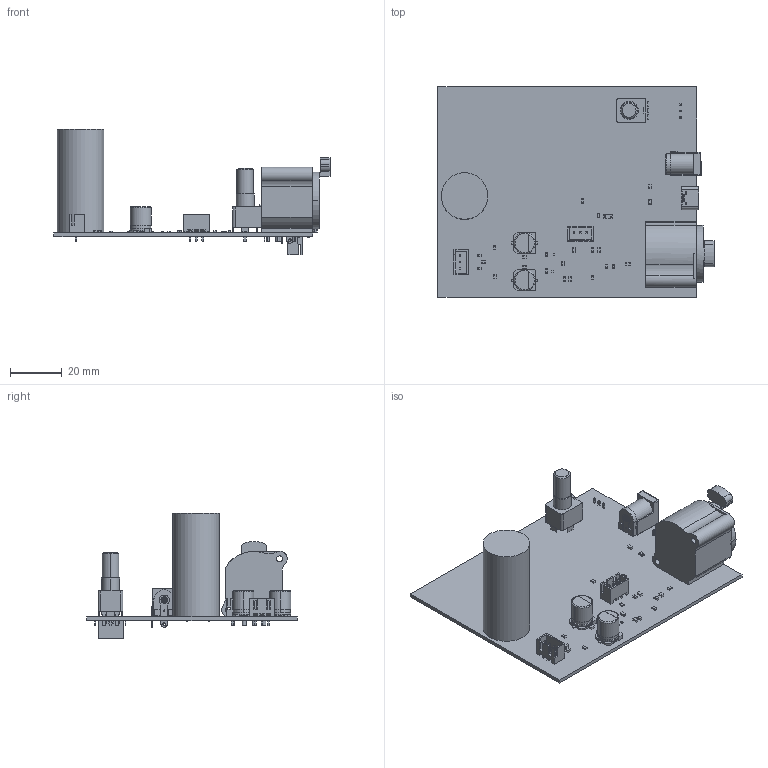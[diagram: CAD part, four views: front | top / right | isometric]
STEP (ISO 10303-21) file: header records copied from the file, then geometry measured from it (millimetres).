
FILE_DESCRIPTION(('Open CASCADE Model'),'2;1');
FILE_NAME('Open CASCADE Shape Model','2025-08-03T09:33:24',('Author'),( 'Open CASCADE'),'Open CASCADE STEP processor 6.8','Open CASCADE 6.8' ,'Unknown');
FILE_SCHEMA(('AUTOMOTIVE_DESIGN { 1 0 10303 214 1 1 1 1 }'));
Length unit declared in the file: millimetre
Products named in the file (96): PCB; Board; Open CASCADE STEP translator 6.8 1.1.1; R2; -1981782400; Extruded; -1981770480; R15; -1981779920; D2; WL-SMCW_1206_LED; housing; marking; cover; base; C16; User_Library-FKF; User_Library-FKF_1_1; User_Library-FKF_2_1; User_Library-FKF_3_1; User_Library-FKF_4_1; User_Library-FKF_5_1; C15; R10; R11; -1981781480; -1981782480; R13; R12; R14; -1981771240; -1981780560; R8; R7; R6; R5; 0603-RES; R4; -1981772320; -1981780920 ...
Assembly tree (158 placements, depth 4):
  PCB
    Board
      Open CASCADE STEP translator 6.8 1.1.1
    R2
      -1981782400
        Extruded
      -1981770480  x2
        Extruded
    R15
      -1981779920
        Extruded
    D2
      WL-SMCW_1206_LED
        housing
        marking  x2
        cover
        base  x2
    C16
      User_Library-FKF
        User_Library-FKF_1_1
        User_Library-FKF_2_1
        User_Library-FKF_3_1
        User_Library-FKF_4_1
        User_Library-FKF_5_1
    C15
      User_Library-FKF
        User_Library-FKF_1_1
        User_Library-FKF_2_1
        User_Library-FKF_3_1
        User_Library-FKF_4_1
        User_Library-FKF_5_1
    R10
      -1981782400
        Extruded
      -1981770480  x2
        Extruded
    R11
      -1981781480  x2
        Extruded
      -1981782480
        Extruded
    R13
      -1981782480
        Extruded
      -1981781480  x2
        Extruded
    R12
      -1981782480
        Extruded
      -1981781480  x2
        Extruded
    R14
      -1981771240
        Extruded
      -1981780560  x2
        Extruded
    R8
      -1981770480  x2
        Extruded
      -1981782400
Bounding box: 106.76 x 81.6 x 48.43 mm (x, y, z)
Volume: 35418 mm3; surface area: 31152.7 mm2
Topology: 113 solids, 132 shells, 2413 faces, 5992 edges, 3871 vertices
Faces by surface type: plane 1919, cylinder 415, sphere 25, cone 20, bspline 18, torus 16
Full cylindrical faces by diameter (mm): 1 x4, 2 x4, 2.5 x1, 3.2 x2, 6.4 x1, 18.009 x1
Entity records: 61618 total; most frequent: CARTESIAN_POINT 17763, ORIENTED_EDGE 8932, DIRECTION 6351, EDGE_CURVE 4468, VERTEX_POINT 2891, B_SPLINE_CURVE_WITH_KNOTS 2302, AXIS2_PLACEMENT_3D 2295, FACE_BOUND 1849
